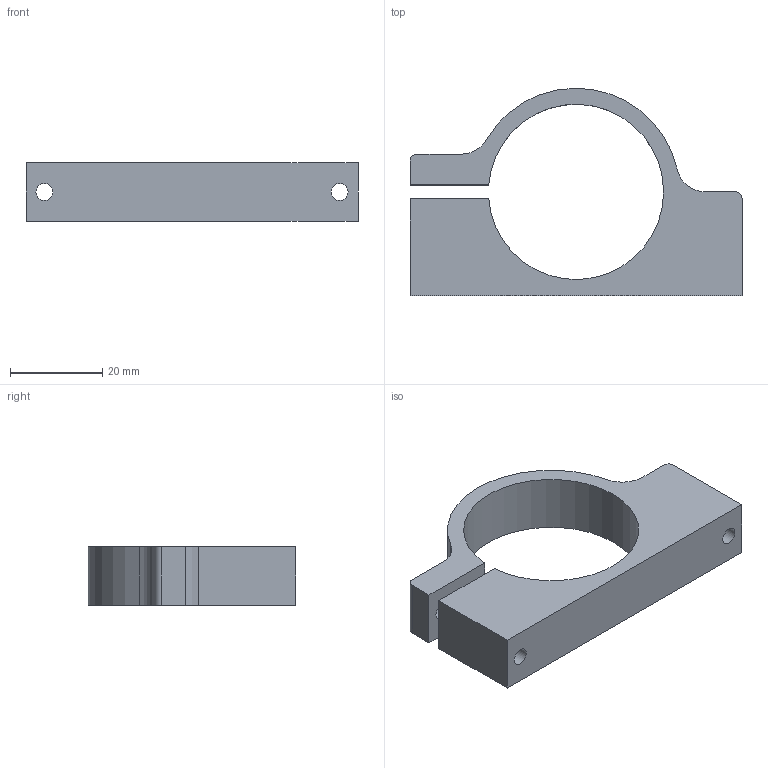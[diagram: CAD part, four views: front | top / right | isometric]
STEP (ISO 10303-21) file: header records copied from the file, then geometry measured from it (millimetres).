
FILE_DESCRIPTION(/* description */ ('STEP AP214'),/* implementation_level */ '2;1');
FILE_NAME(/* name */ '',/* time_stamp */ '2026-01-17T15:35:41+03:00',/* author */ ('Phantom'),/* organization */ (''),/* preprocessor_version */ 'ST-DEVELOPER v20.1',/* originating_system */ 'Autodesk Inventor 2026',/* authorisation */ '');
FILE_SCHEMA (('AUTOMOTIVE_DESIGN { 1 0 10303 214 3 1 1 }'));
Length unit declared in the file: millimetre
Products named in the file (1): мотор подьем 
крепл 2 25-26
Bounding box: 72 x 44.98 x 12.7 mm (x, y, z)
Volume: 16618.3 mm3; surface area: 7784.2 mm2
Topology: 1 solids, 1 shells, 19 faces, 51 edges, 34 vertices
Faces by surface type: plane 10, cylinder 9
Full cylindrical faces by diameter (mm): 3.7 x3
Entity records: 658 total; most frequent: DIRECTION 109, CARTESIAN_POINT 105, ORIENTED_EDGE 102, EDGE_CURVE 51, AXIS2_PLACEMENT_3D 38, VERTEX_POINT 34, LINE 33, VECTOR 33
